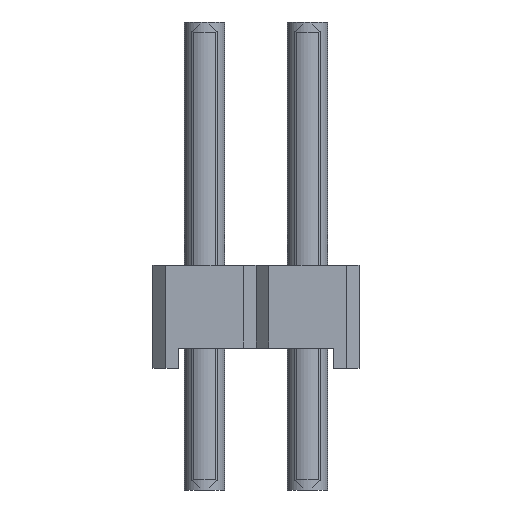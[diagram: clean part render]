
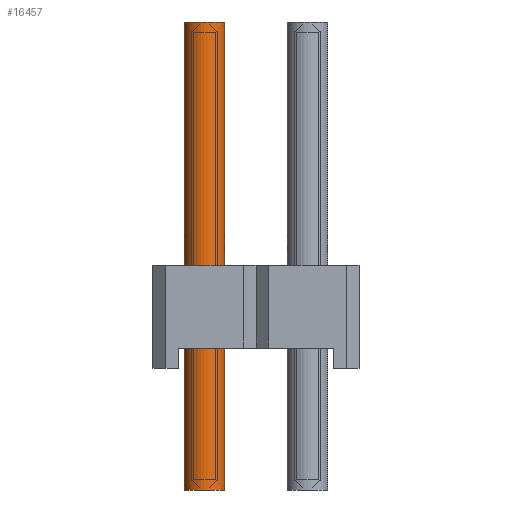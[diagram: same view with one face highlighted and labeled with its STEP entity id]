
A CAD part, left-side view. The second image highlights one B-rep face of the part: STEP entity #16457.
In plain terms, the highlighted cylindrical face has radius 0.5 mm (diameter 1 mm), a full revolution.
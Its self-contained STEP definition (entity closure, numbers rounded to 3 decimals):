
#311=CIRCLE('',#17334,0.5);
#312=CIRCLE('',#17335,0.5);
#900=CYLINDRICAL_SURFACE('',#17333,0.5);
#1301=ORIENTED_EDGE('',*,*,#6175,.F.);
#1302=ORIENTED_EDGE('',*,*,#6176,.T.);
#6175=EDGE_CURVE('',#8621,#8621,#311,.T.);
#6176=EDGE_CURVE('',#8622,#8622,#312,.T.);
#8621=VERTEX_POINT('',#23746);
#8622=VERTEX_POINT('',#23748);
#13985=EDGE_LOOP('',(#1301));
#13986=EDGE_LOOP('',(#1302));
#14955=FACE_BOUND('',#13985,.T.);
#14956=FACE_BOUND('',#13986,.T.);
#16457=ADVANCED_FACE('',(#14955,#14956),#900,.F.);
#17333=AXIS2_PLACEMENT_3D('',#23744,#18893,#18894);
#17334=AXIS2_PLACEMENT_3D('',#23745,#18895,#18896);
#17335=AXIS2_PLACEMENT_3D('',#23747,#18897,#18898);
#18893=DIRECTION('',(0.,0.,1.));
#18894=DIRECTION('',(1.,0.,0.));
#18895=DIRECTION('',(0.,0.,-1.));
#18896=DIRECTION('',(1.,0.,0.));
#18897=DIRECTION('',(0.,0.,-1.));
#18898=DIRECTION('',(1.,0.,0.));
#23744=CARTESIAN_POINT('',(0.,0.,0.));
#23745=CARTESIAN_POINT('',(0.,0.,11.54));
#23746=CARTESIAN_POINT('',(0.5,0.,11.54));
#23747=CARTESIAN_POINT('',(0.,0.,0.));
#23748=CARTESIAN_POINT('',(0.5,0.,0.));
